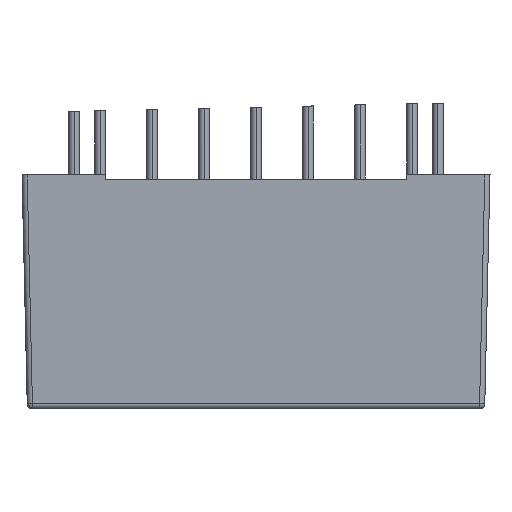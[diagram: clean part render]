
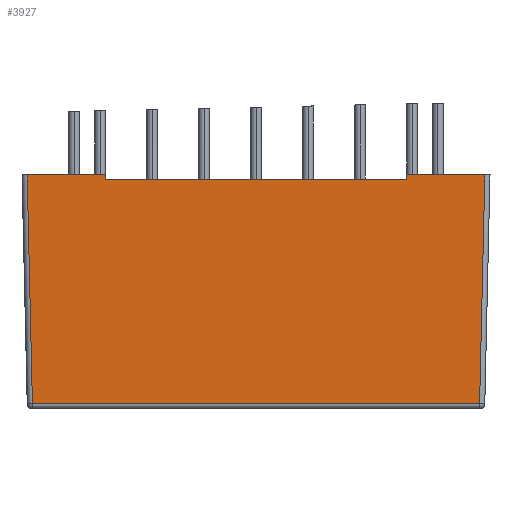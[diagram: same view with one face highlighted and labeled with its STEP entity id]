
A CAD part, front view. The second image highlights one B-rep face of the part: STEP entity #3927.
In plain terms, the highlighted planar face has unit normal (0, -1, -0.023).
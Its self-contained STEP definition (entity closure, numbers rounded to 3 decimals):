
#211=DIRECTION('',(1.,0.,0.));
#212=VECTOR('',#211,43.001);
#213=CARTESIAN_POINT('',(-21.501,-30.5,
0.489));
#214=LINE('',#213,#212);
#238=CARTESIAN_POINT('',(-22.,-31.,22.5));
#685=CARTESIAN_POINT('',(22.,-31.,22.5));
#715=DIRECTION('',(-0.023,0.023,-0.999));
#716=VECTOR('',#715,22.023);
#717=CARTESIAN_POINT('',(22.,-31.,22.5));
#718=LINE('',#717,#716);
#722=DIRECTION('',(-0.023,-0.023,0.999));
#723=VECTOR('',#722,22.023);
#724=CARTESIAN_POINT('',(-21.501,-30.5,
0.489));
#725=LINE('',#724,#723);
#729=DIRECTION('',(1.,0.,0.));
#730=VECTOR('',#729,7.5);
#731=CARTESIAN_POINT('',(-22.,-31.,22.5));
#732=LINE('',#731,#730);
#736=DIRECTION('',(0.,0.023,-1.));
#737=VECTOR('',#736,0.4);
#738=CARTESIAN_POINT('',(-14.5,-31.,22.5));
#739=LINE('',#738,#737);
#743=DIRECTION('',(1.,0.,0.));
#744=VECTOR('',#743,29.);
#745=CARTESIAN_POINT('',(-14.5,-30.991,22.1));
#746=LINE('',#745,#744);
#750=DIRECTION('',(1.,0.,0.));
#751=VECTOR('',#750,7.5);
#752=CARTESIAN_POINT('',(14.5,-31.,22.5));
#753=LINE('',#752,#751);
#806=DIRECTION('',(0.,0.023,-1.));
#807=VECTOR('',#806,0.4);
#808=CARTESIAN_POINT('',(14.5,-31.,22.5));
#809=LINE('',#808,#807);
#2899=CARTESIAN_POINT('',(21.501,-30.5,
0.489));
#2900=VERTEX_POINT('',#2899);
#2901=CARTESIAN_POINT('',(-21.501,-30.5,
0.489));
#2902=VERTEX_POINT('',#2901);
#2903=VERTEX_POINT('',#238);
#2910=CARTESIAN_POINT('',(-14.5,-31.,22.5));
#2911=VERTEX_POINT('',#2910);
#3009=VERTEX_POINT('',#685);
#3010=CARTESIAN_POINT('',(14.5,-31.,22.5));
#3011=VERTEX_POINT('',#3010);
#3018=CARTESIAN_POINT('',(-14.5,-30.991,22.1));
#3019=VERTEX_POINT('',#3018);
#3020=CARTESIAN_POINT('',(14.5,-30.991,22.1));
#3021=VERTEX_POINT('',#3020);
#3909=CARTESIAN_POINT('',(-24.511,-31.,22.5));
#3910=DIRECTION('',(0.,-1.,-0.023));
#3911=DIRECTION('',(1.,0.,0.));
#3912=AXIS2_PLACEMENT_3D('',#3909,#3910,#3911);
#3913=PLANE('',#3912);
#3914=ORIENTED_EDGE('',*,*,#3884,.T.);
#3915=ORIENTED_EDGE('',*,*,#3505,.F.);
#3916=ORIENTED_EDGE('',*,*,#3530,.T.);
#3917=ORIENTED_EDGE('',*,*,#3552,.T.);
#3919=ORIENTED_EDGE('',*,*,#3918,.T.);
#3921=ORIENTED_EDGE('',*,*,#3920,.T.);
#3923=ORIENTED_EDGE('',*,*,#3922,.F.);
#3924=ORIENTED_EDGE('',*,*,#3895,.T.);
#3925=EDGE_LOOP('',(#3914,#3915,#3916,#3917,#3919,#3921,#3923,#3924));
#3926=FACE_OUTER_BOUND('',#3925,.F.);
#3927=ADVANCED_FACE('',(#3926),#3913,.T.);
#3505=EDGE_CURVE('',#2902,#2900,#214,.T.);
#3530=EDGE_CURVE('',#2902,#2903,#725,.T.);
#3552=EDGE_CURVE('',#2903,#2911,#732,.T.);
#3884=EDGE_CURVE('',#3009,#2900,#718,.T.);
#3895=EDGE_CURVE('',#3011,#3009,#753,.T.);
#3918=EDGE_CURVE('',#2911,#3019,#739,.T.);
#3920=EDGE_CURVE('',#3019,#3021,#746,.T.);
#3922=EDGE_CURVE('',#3011,#3021,#809,.T.);
